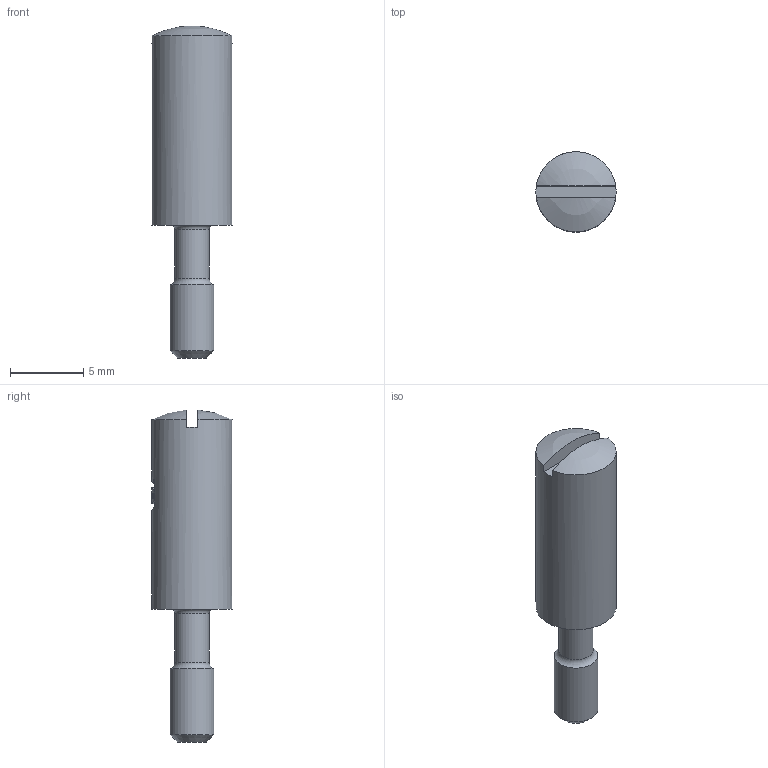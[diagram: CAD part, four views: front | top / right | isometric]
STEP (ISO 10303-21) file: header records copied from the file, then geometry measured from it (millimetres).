
FILE_DESCRIPTION(/* description */ (''),/* implementation_level */ '2;1');
FILE_NAME(/* name */ '100095333ugm000_b.stp',/* time_stamp */ '2019-08-23T10:05:06+02:00',/* author */ (''),/* organization */ (''),/* preprocessor_version */ 'ST-DEVELOPER v16.7',/* originating_system */ 'SIEMENS PLM Software NX 12.0',/* authorisation */ '');
FILE_SCHEMA (('AUTOMOTIVE_DESIGN { 1 0 10303 214 3 1 1 1 }'));
Length unit declared in the file: millimetre
Products named in the file (1): 100095333ugm000_b
Bounding box: 5.5 x 5.5 x 22.74 mm (x, y, z)
Volume: 661.3 mm3; surface area: 683.6 mm2
Topology: 2 solids, 2 shells, 128 faces, 413 edges, 390 vertices
Faces by surface type: plane 85, cylinder 31, sphere 4, torus 4, cone 2, extrusion 2
Full cylindrical faces by diameter (mm): 0.228 x1, 0.269 x1, 1.95 x1, 2.35 x1, 2.6 x1, 3 x1, 5.1 x1, 5.5 x1
Entity records: 6119 total; most frequent: CARTESIAN_POINT 1428, DIRECTION 746, ORIENTED_EDGE 594, EDGE_CURVE 297, AXIS2_PLACEMENT_3D 257, VECTOR 232, LINE 230, PRESENTATION_STYLE_ASSIGNMENT 221
